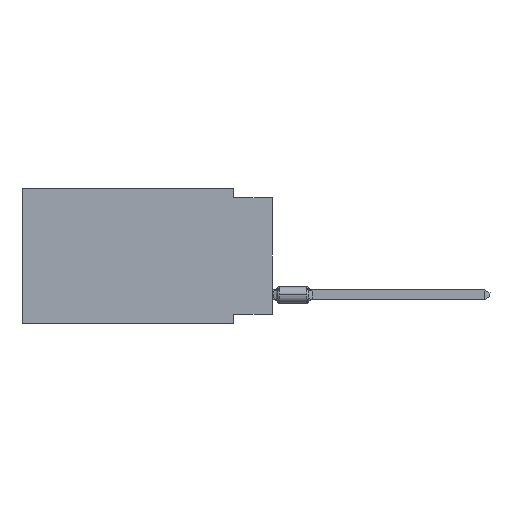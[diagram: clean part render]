
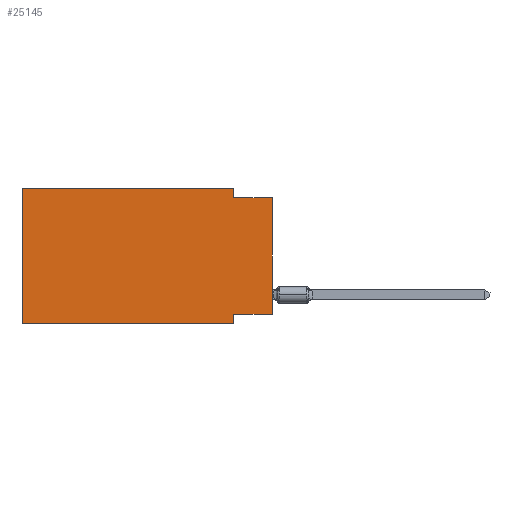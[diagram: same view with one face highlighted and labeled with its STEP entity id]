
A CAD part, left-side view. The second image highlights one B-rep face of the part: STEP entity #25145.
In plain terms, the highlighted planar face has unit normal (-1, 0, 0).
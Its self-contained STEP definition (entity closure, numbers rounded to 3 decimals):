
#42 = LINE ( 'NONE', #10398, #14363 ) ;
#552 = CARTESIAN_POINT ( 'NONE',  ( 0., 16.383, 0. ) ) ;
#1670 = VERTEX_POINT ( 'NONE', #27028 ) ;
#3775 = EDGE_CURVE ( 'NONE', #25942, #29416, #20182, .T. ) ;
#4328 = DIRECTION ( 'NONE',  ( 0., -1., 0. ) ) ;
#4944 = ORIENTED_EDGE ( 'NONE', *, *, #3775, .F. ) ;
#5391 = EDGE_LOOP ( 'NONE', ( #32309, #16281, #29915, #18037, #14527, #19289, #9595, #4944 ) ) ;
#5881 = CARTESIAN_POINT ( 'NONE',  ( 0., 2.54, -8.255 ) ) ;
#6108 = VECTOR ( 'NONE', #28228, 1000. ) ;
#6561 = DIRECTION ( 'NONE',  ( 0., 0., -1. ) ) ;
#8439 = VERTEX_POINT ( 'NONE', #28616 ) ;
#9595 = ORIENTED_EDGE ( 'NONE', *, *, #16078, .F. ) ;
#10398 = CARTESIAN_POINT ( 'NONE',  ( 0., 16.383, 0. ) ) ;
#11256 = VECTOR ( 'NONE', #25411, 1000. ) ;
#12197 = CARTESIAN_POINT ( 'NONE',  ( 0., 16.383, -8.89 ) ) ;
#12548 = CARTESIAN_POINT ( 'NONE',  ( 0., 2.54, -0.635 ) ) ;
#14363 = VECTOR ( 'NONE', #15727, 1000. ) ;
#14527 = ORIENTED_EDGE ( 'NONE', *, *, #18282, .F. ) ;
#15080 = VECTOR ( 'NONE', #24326, 1000. ) ;
#15134 = LINE ( 'NONE', #29994, #19894 ) ;
#15727 = DIRECTION ( 'NONE',  ( 0., -1., 0. ) ) ;
#16078 = EDGE_CURVE ( 'NONE', #29416, #30189, #15134, .T. ) ;
#16152 = CARTESIAN_POINT ( 'NONE',  ( 0., 2.54, 0. ) ) ;
#16281 = ORIENTED_EDGE ( 'NONE', *, *, #29625, .F. ) ;
#18037 = ORIENTED_EDGE ( 'NONE', *, *, #25295, .F. ) ;
#18038 = LINE ( 'NONE', #28384, #6108 ) ;
#18282 = EDGE_CURVE ( 'NONE', #8439, #19365, #19054, .T. ) ;
#19054 = LINE ( 'NONE', #552, #28673 ) ;
#19234 = FACE_OUTER_BOUND ( 'NONE', #5391, .T. ) ;
#19289 = ORIENTED_EDGE ( 'NONE', *, *, #22036, .T. ) ;
#19365 = VERTEX_POINT ( 'NONE', #30860 ) ;
#19894 = VECTOR ( 'NONE', #30161, 1000. ) ;
#20182 = LINE ( 'NONE', #25371, #24414 ) ;
#21157 = LINE ( 'NONE', #16152, #15080 ) ;
#22036 = EDGE_CURVE ( 'NONE', #8439, #30189, #27226, .T. ) ;
#23416 = AXIS2_PLACEMENT_3D ( 'NONE', #31607, #29438, #6561 ) ;
#23436 = DIRECTION ( 'NONE',  ( 0., 0., 1. ) ) ;
#24278 = CARTESIAN_POINT ( 'NONE',  ( 0., 2.54, -8.89 ) ) ;
#24326 = DIRECTION ( 'NONE',  ( 0., 0., -1. ) ) ;
#24349 = CARTESIAN_POINT ( 'NONE',  ( 0., 0., -8.255 ) ) ;
#24414 = VECTOR ( 'NONE', #30377, 1000. ) ;
#25145 = ADVANCED_FACE ( 'NONE', ( #19234 ), #29285, .F. ) ;
#25295 = EDGE_CURVE ( 'NONE', #19365, #1670, #42, .T. ) ;
#25371 = CARTESIAN_POINT ( 'NONE',  ( 0., 0., -8.255 ) ) ;
#25411 = DIRECTION ( 'NONE',  ( 0., -1., 0. ) ) ;
#25927 = VERTEX_POINT ( 'NONE', #28721 ) ;
#25942 = VERTEX_POINT ( 'NONE', #24349 ) ;
#26799 = EDGE_CURVE ( 'NONE', #25942, #25927, #18038, .T. ) ;
#27028 = CARTESIAN_POINT ( 'NONE',  ( 0., 2.54, 0. ) ) ;
#27226 = LINE ( 'NONE', #12197, #27523 ) ;
#27523 = VECTOR ( 'NONE', #4328, 1000. ) ;
#28074 = CARTESIAN_POINT ( 'NONE',  ( 0., 0., -0.635 ) ) ;
#28228 = DIRECTION ( 'NONE',  ( 0., 0., 1. ) ) ;
#28384 = CARTESIAN_POINT ( 'NONE',  ( 0., 0., 0. ) ) ;
#28616 = CARTESIAN_POINT ( 'NONE',  ( 0., 16.383, -8.89 ) ) ;
#28673 = VECTOR ( 'NONE', #23436, 1000. ) ;
#28721 = CARTESIAN_POINT ( 'NONE',  ( 0., 0., -0.635 ) ) ;
#29285 = PLANE ( 'NONE',  #23416 ) ;
#29416 = VERTEX_POINT ( 'NONE', #5881 ) ;
#29438 = DIRECTION ( 'NONE',  ( 1., 0., 0. ) ) ;
#29625 = EDGE_CURVE ( 'NONE', #31068, #25927, #30416, .T. ) ;
#29915 = ORIENTED_EDGE ( 'NONE', *, *, #32962, .F. ) ;
#29994 = CARTESIAN_POINT ( 'NONE',  ( 0., 2.54, -8.89 ) ) ;
#30161 = DIRECTION ( 'NONE',  ( 0., 0., -1. ) ) ;
#30189 = VERTEX_POINT ( 'NONE', #24278 ) ;
#30377 = DIRECTION ( 'NONE',  ( 0., 1., 0. ) ) ;
#30416 = LINE ( 'NONE', #28074, #11256 ) ;
#30860 = CARTESIAN_POINT ( 'NONE',  ( 0., 16.383, 0. ) ) ;
#31068 = VERTEX_POINT ( 'NONE', #12548 ) ;
#31607 = CARTESIAN_POINT ( 'NONE',  ( 0., 16.383, 0. ) ) ;
#32309 = ORIENTED_EDGE ( 'NONE', *, *, #26799, .T. ) ;
#32962 = EDGE_CURVE ( 'NONE', #1670, #31068, #21157, .T. ) ;
